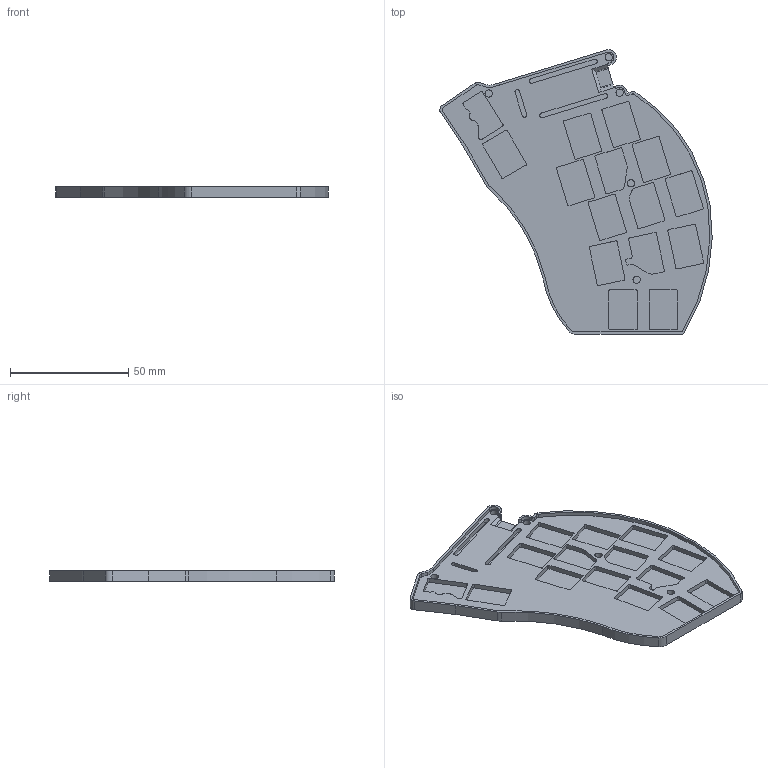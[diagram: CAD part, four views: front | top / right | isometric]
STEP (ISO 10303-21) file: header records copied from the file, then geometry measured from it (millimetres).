
FILE_DESCRIPTION(('FreeCAD Model'),'2;1');
FILE_NAME('Open CASCADE Shape Model','2025-06-26T12:34:16',(''),(''), 'Open CASCADE STEP processor 7.8','FreeCAD','Unknown');
FILE_SCHEMA(('AUTOMOTIVE_DESIGN { 1 0 10303 214 1 1 1 1 }'));
Length unit declared in the file: millimetre
Products named in the file (1): Body
Bounding box: 115.23 x 120.45 x 4.6 mm (x, y, z)
Volume: 20071 mm3; surface area: 22430.1 mm2
Topology: 1 solids, 1 shells, 265 faces, 719 edges, 484 vertices
Faces by surface type: plane 141, cylinder 124
Full cylindrical faces by diameter (mm): 3.1 x5, 8.5 x5
Entity records: 8479 total; most frequent: DIRECTION 1523, CARTESIAN_POINT 1471, ORIENTED_EDGE 1438, EDGE_CURVE 719, AXIS2_PLACEMENT_3D 540, VERTEX_POINT 484, LINE 443, VECTOR 443
